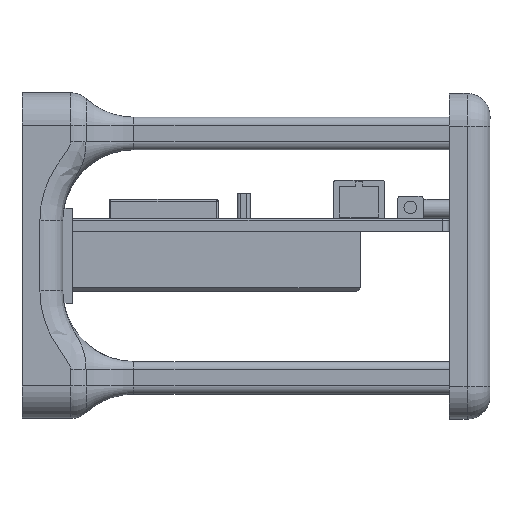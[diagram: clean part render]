
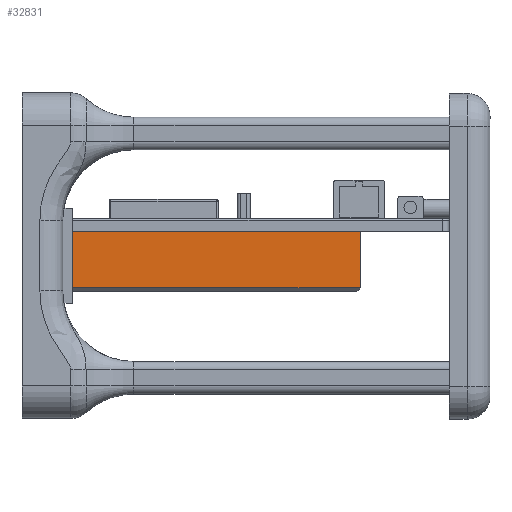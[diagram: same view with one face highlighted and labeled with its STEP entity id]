
A CAD part, left-side view. The second image highlights one B-rep face of the part: STEP entity #32831.
In plain terms, the highlighted face is planar.
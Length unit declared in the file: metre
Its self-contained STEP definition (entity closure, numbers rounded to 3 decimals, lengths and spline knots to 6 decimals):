
#4860=ORIENTED_EDGE('',*,*,#12736,.F.);
#4861=ORIENTED_EDGE('',*,*,#12737,.T.);
#4862=ORIENTED_EDGE('',*,*,#12732,.T.);
#4863=ORIENTED_EDGE('',*,*,#12738,.T.);
#12732=EDGE_CURVE('',#16671,#16670,#20152,.T.);
#12736=EDGE_CURVE('',#16674,#16675,#20156,.T.);
#12737=EDGE_CURVE('',#16674,#16671,#20157,.T.);
#12738=EDGE_CURVE('',#16670,#16675,#20158,.T.);
#16670=VERTEX_POINT('',#50947);
#16671=VERTEX_POINT('',#50949);
#16674=VERTEX_POINT('',#50957);
#16675=VERTEX_POINT('',#50958);
#20152=LINE('',#50948,#24320);
#20156=LINE('',#50956,#24324);
#20157=LINE('',#50959,#24325);
#20158=LINE('',#50960,#24326);
#24320=VECTOR('',#41187,1.);
#24324=VECTOR('',#41193,1.);
#24325=VECTOR('',#41194,1.);
#24326=VECTOR('',#41195,1.);
#26793=EDGE_LOOP('',(#4860,#4861,#4862,#4863));
#29013=FACE_BOUND('',#26793,.T.);
#31063=PLANE('',#35435);
#32831=ADVANCED_FACE('',(#29013),#31063,.F.);
#35435=AXIS2_PLACEMENT_3D('',#50955,#41191,#41192);
#41187=DIRECTION('',(0.,0.,-1.));
#41191=DIRECTION('',(0.,1.,0.));
#41192=DIRECTION('',(0.,0.,1.));
#41193=DIRECTION('',(0.,0.,-1.));
#41194=DIRECTION('',(-1.,0.,0.));
#41195=DIRECTION('',(1.,0.,0.));
#50947=CARTESIAN_POINT('',(0.,0.,0.));
#50948=CARTESIAN_POINT('',(0.,0.,0.0093));
#50949=CARTESIAN_POINT('',(0.,0.,0.0088));
#50955=CARTESIAN_POINT('',(0.023,0.,0.0093));
#50956=CARTESIAN_POINT('',(0.046,0.,0.0093));
#50957=CARTESIAN_POINT('',(0.046,0.,0.0088));
#50958=CARTESIAN_POINT('',(0.046,0.,0.));
#50959=CARTESIAN_POINT('',(0.,0.,0.0088));
#50960=CARTESIAN_POINT('',(0.023,0.,0.));
